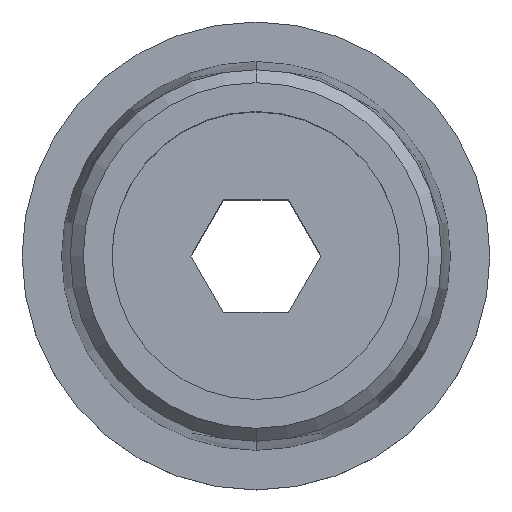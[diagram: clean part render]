
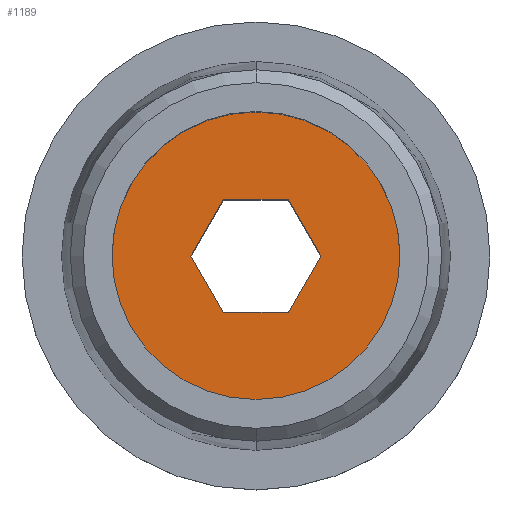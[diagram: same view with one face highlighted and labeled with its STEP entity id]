
A CAD part, top view. The second image highlights one B-rep face of the part: STEP entity #1189.
In plain terms, the highlighted planar face has unit normal (0, 0, 1).
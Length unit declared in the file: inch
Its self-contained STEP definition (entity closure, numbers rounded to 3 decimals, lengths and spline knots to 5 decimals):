
#204=CARTESIAN_POINT('',(0.,0.,-0.03));
#205=DIRECTION('',(0.,0.,-1.));
#206=DIRECTION('',(-1.,0.,0.));
#207=AXIS2_PLACEMENT_3D('',#204,#205,#206);
#209=CARTESIAN_POINT('',(0.,0.,-0.03));
#210=DIRECTION('',(0.,0.,-1.));
#211=DIRECTION('',(1.,0.,0.));
#212=AXIS2_PLACEMENT_3D('',#209,#210,#211);
#214=DIRECTION('',(0.5,-0.866,0.));
#215=VECTOR('',#214,0.09021);
#216=CARTESIAN_POINT('',(0.045,0.07813,-0.03));
#217=LINE('',#216,#215);
#226=DIRECTION('',(-0.5,-0.866,0.));
#227=VECTOR('',#226,0.09021);
#228=CARTESIAN_POINT('',(0.09011,0.,-0.03));
#229=LINE('',#228,#227);
#238=DIRECTION('',(-1.,0.,0.));
#239=VECTOR('',#238,0.09021);
#240=CARTESIAN_POINT('',(0.045,-0.07813,-0.03));
#241=LINE('',#240,#239);
#250=DIRECTION('',(-0.5,0.866,0.));
#251=VECTOR('',#250,0.09021);
#252=CARTESIAN_POINT('',(-0.04521,-0.07813,-0.03));
#253=LINE('',#252,#251);
#262=DIRECTION('',(0.5,0.866,0.));
#263=VECTOR('',#262,0.09021);
#264=CARTESIAN_POINT('',(-0.09032,0.,-0.03));
#265=LINE('',#264,#263);
#274=DIRECTION('',(1.,0.,0.));
#275=VECTOR('',#274,0.09021);
#276=CARTESIAN_POINT('',(-0.04521,0.07813,-0.03));
#277=LINE('',#276,#275);
#900=CARTESIAN_POINT('',(-0.2,0.,-0.03));
#901=CARTESIAN_POINT('',(0.2,0.,-0.03));
#902=VERTEX_POINT('',#900);
#903=VERTEX_POINT('',#901);
#908=CARTESIAN_POINT('',(0.045,0.07813,-0.03));
#909=CARTESIAN_POINT('',(0.09011,0.,-0.03));
#910=VERTEX_POINT('',#908);
#911=VERTEX_POINT('',#909);
#912=CARTESIAN_POINT('',(0.045,-0.07813,-0.03));
#913=VERTEX_POINT('',#912);
#914=CARTESIAN_POINT('',(-0.04521,-0.07813,-0.03));
#915=VERTEX_POINT('',#914);
#916=CARTESIAN_POINT('',(-0.09032,0.,-0.03));
#917=VERTEX_POINT('',#916);
#918=CARTESIAN_POINT('',(-0.04521,0.07813,-0.03));
#919=VERTEX_POINT('',#918);
#1166=CARTESIAN_POINT('',(0.,0.,-0.03));
#1167=DIRECTION('',(0.,0.,-1.));
#1168=DIRECTION('',(-1.,0.,0.));
#1169=AXIS2_PLACEMENT_3D('',#1166,#1167,#1168);
#1170=PLANE('',#1169);
#1171=ORIENTED_EDGE('',*,*,#1146,.T.);
#1172=ORIENTED_EDGE('',*,*,#1160,.T.);
#1173=EDGE_LOOP('',(#1171,#1172));
#1174=FACE_OUTER_BOUND('',#1173,.F.);
#1176=ORIENTED_EDGE('',*,*,#1175,.F.);
#1178=ORIENTED_EDGE('',*,*,#1177,.F.);
#1180=ORIENTED_EDGE('',*,*,#1179,.F.);
#1182=ORIENTED_EDGE('',*,*,#1181,.F.);
#1184=ORIENTED_EDGE('',*,*,#1183,.F.);
#1186=ORIENTED_EDGE('',*,*,#1185,.F.);
#1187=EDGE_LOOP('',(#1176,#1178,#1180,#1182,#1184,#1186));
#1188=FACE_BOUND('',#1187,.F.);
#1189=ADVANCED_FACE('',(#1174,#1188),#1170,.F.);
#208=CIRCLE('',#207,0.2);
#213=CIRCLE('',#212,0.2);
#1146=EDGE_CURVE('',#902,#903,#208,.T.);
#1160=EDGE_CURVE('',#903,#902,#213,.T.);
#1175=EDGE_CURVE('',#910,#911,#217,.T.);
#1177=EDGE_CURVE('',#919,#910,#277,.T.);
#1179=EDGE_CURVE('',#917,#919,#265,.T.);
#1181=EDGE_CURVE('',#915,#917,#253,.T.);
#1183=EDGE_CURVE('',#913,#915,#241,.T.);
#1185=EDGE_CURVE('',#911,#913,#229,.T.);
